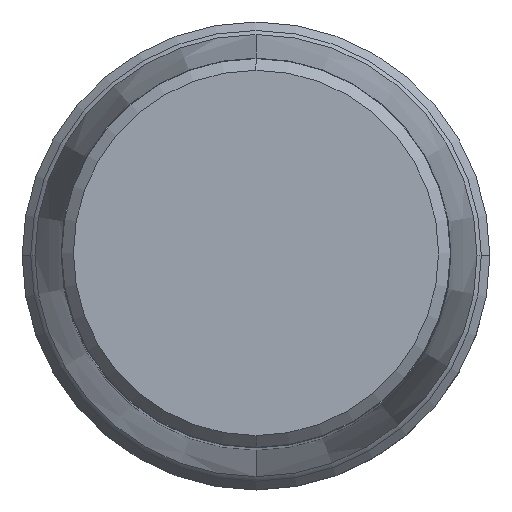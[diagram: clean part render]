
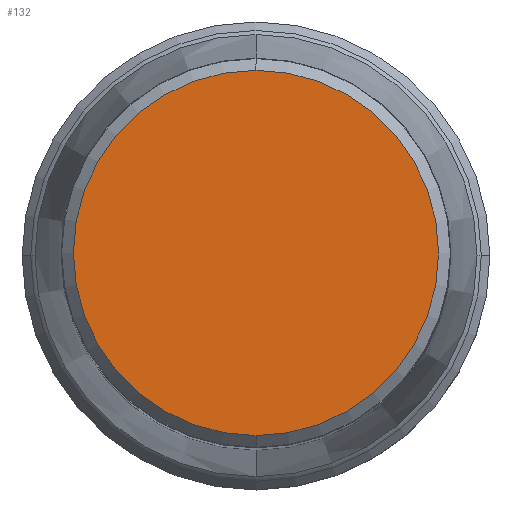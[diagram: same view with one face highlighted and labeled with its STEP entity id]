
A CAD part, top view. The second image highlights one B-rep face of the part: STEP entity #132.
In plain terms, the highlighted planar face has unit normal (0, 0, 1).
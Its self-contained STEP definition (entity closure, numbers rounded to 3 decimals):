
#54=PLANE('',#1207);
#132=ADVANCED_FACE('',(#221),#54,.F.);
#221=FACE_OUTER_BOUND('',#287,.T.);
#287=EDGE_LOOP('',(#492,#493));
#492=ORIENTED_EDGE('',*,*,#734,.T.);
#493=ORIENTED_EDGE('',*,*,#738,.T.);
#621=VERTEX_POINT('',#1854);
#622=VERTEX_POINT('',#1856);
#734=EDGE_CURVE('',#622,#621,#846,.T.);
#738=EDGE_CURVE('',#621,#622,#849,.T.);
#846=CIRCLE('',#1200,14.875);
#849=CIRCLE('',#1205,14.875);
#1200=AXIS2_PLACEMENT_3D('',#1855,#1529,#1530);
#1205=AXIS2_PLACEMENT_3D('',#1863,#1540,#1541);
#1207=AXIS2_PLACEMENT_3D('',#1865,#1544,#1545);
#1529=DIRECTION('',(0.,0.,1.));
#1530=DIRECTION('',(0.,1.,0.));
#1540=DIRECTION('',(0.,0.,1.));
#1541=DIRECTION('',(0.,-1.,0.));
#1544=DIRECTION('',(0.,0.,-1.));
#1545=DIRECTION('',(0.,1.,0.));
#1854=CARTESIAN_POINT('',(0.,-14.875,0.));
#1855=CARTESIAN_POINT('',(0.,0.,0.));
#1856=CARTESIAN_POINT('',(0.,14.875,0.));
#1863=CARTESIAN_POINT('',(0.,0.,0.));
#1865=CARTESIAN_POINT('',(0.,0.,0.));
